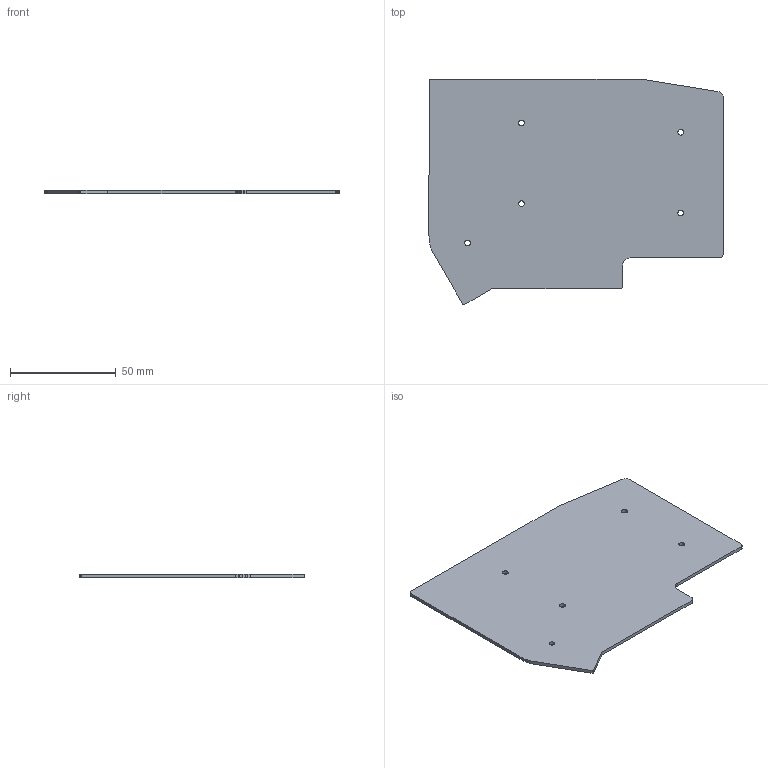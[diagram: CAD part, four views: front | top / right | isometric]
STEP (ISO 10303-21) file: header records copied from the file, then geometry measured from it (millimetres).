
FILE_DESCRIPTION(('KiCad electronic assembly'),'2;1');
FILE_NAME('bottom_plate.step','2020-12-11T11:27:34',('An Author'),( 'A Company'),'Open CASCADE STEP processor 6.9', 'KiCad to STEP converter','Unknown');
FILE_SCHEMA(('AUTOMOTIVE_DESIGN { 1 0 10303 214 1 1 1 1 }'));
Length unit declared in the file: millimetre
Products named in the file (2): Open CASCADE STEP translator 6.9 1; COMPOUND
Assembly tree (1 placements, depth 2):
  Open CASCADE STEP translator 6.9 1
    COMPOUND
Bounding box: 139.06 x 106.72 x 1.6 mm (x, y, z)
Volume: 20628.4 mm3; surface area: 26596 mm2
Topology: 1 solids, 1 shells, 65 faces, 189 edges, 126 vertices
Faces by surface type: plane 60, cylinder 5
Full cylindrical faces by diameter (mm): 2.7 x5
Entity records: 4667 total; most frequent: CARTESIAN_POINT 820, DIRECTION 701, LINE 547, VECTOR 547, ORIENTED_EDGE 378, PCURVE 378, DEFINITIONAL_REPRESENTATION 378, EDGE_CURVE 189
